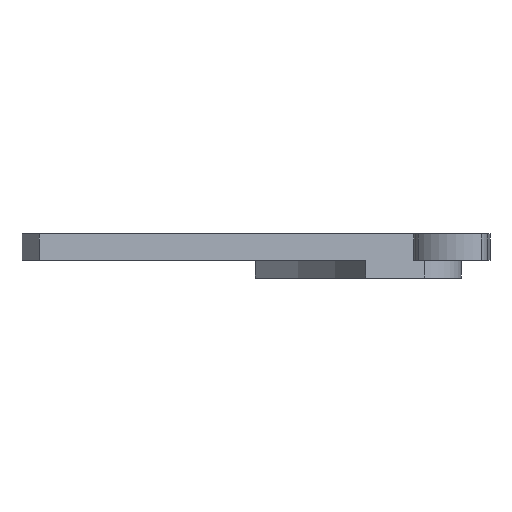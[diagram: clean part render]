
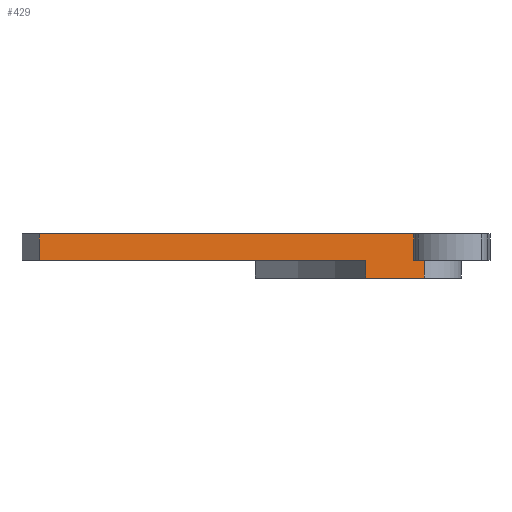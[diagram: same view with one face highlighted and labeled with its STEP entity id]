
A CAD part, front view. The second image highlights one B-rep face of the part: STEP entity #429.
In plain terms, the highlighted planar face has unit normal (0.14, -0.99, 0).
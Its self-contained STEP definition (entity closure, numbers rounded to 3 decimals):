
#9 = CARTESIAN_POINT ( 'NONE',  ( 593.783, -47.433, 6. ) ) ;
#11 = ORIENTED_EDGE ( 'NONE', *, *, #640, .T. ) ;
#71 = ORIENTED_EDGE ( 'NONE', *, *, #559, .F. ) ;
#81 = ORIENTED_EDGE ( 'NONE', *, *, #844, .T. ) ;
#85 = VERTEX_POINT ( 'NONE', #1170 ) ;
#129 = CARTESIAN_POINT ( 'NONE',  ( 593.783, -47.433, 0. ) ) ;
#169 = CARTESIAN_POINT ( 'NONE',  ( 680.956, -35.107, 6. ) ) ;
#179 = CARTESIAN_POINT ( 'NONE',  ( 680.956, -35.107, 6. ) ) ;
#182 = LINE ( 'NONE', #9, #1134 ) ;
#184 = EDGE_CURVE ( 'NONE', #654, #85, #185, .T. ) ;
#185 = LINE ( 'NONE', #169, #485 ) ;
#203 = DIRECTION ( 'NONE',  ( 0.99, 0.14, 0. ) ) ;
#210 = ORIENTED_EDGE ( 'NONE', *, *, #676, .T. ) ;
#227 = CARTESIAN_POINT ( 'NONE',  ( 667.726, -36.978, 0. ) ) ;
#238 = DIRECTION ( 'NONE',  ( -0.99, -0.14, 0. ) ) ;
#319 = ORIENTED_EDGE ( 'NONE', *, *, #184, .F. ) ;
#354 = DIRECTION ( 'NONE',  ( -0.14, 0.99, 0. ) ) ;
#359 = DIRECTION ( 'NONE',  ( 0., 0., 1. ) ) ;
#377 = DIRECTION ( 'NONE',  ( 0., 0., -1. ) ) ;
#415 = CARTESIAN_POINT ( 'NONE',  ( 667.726, -36.978, -4. ) ) ;
#429 = ADVANCED_FACE ( 'NONE', ( #527 ), #675, .F. ) ;
#439 = VECTOR ( 'NONE', #667, 1000. ) ;
#446 = VECTOR ( 'NONE', #857, 1000. ) ;
#452 = LINE ( 'NONE', #792, #1165 ) ;
#473 = VERTEX_POINT ( 'NONE', #1179 ) ;
#485 = VECTOR ( 'NONE', #1180, 1000. ) ;
#527 = FACE_OUTER_BOUND ( 'NONE', #622, .T. ) ;
#559 = EDGE_CURVE ( 'NONE', #861, #859, #452, .T. ) ;
#573 = LINE ( 'NONE', #179, #679 ) ;
#579 = EDGE_CURVE ( 'NONE', #85, #1176, #573, .T. ) ;
#582 = VECTOR ( 'NONE', #203, 1000. ) ;
#622 = EDGE_LOOP ( 'NONE', ( #210, #71, #81, #1084, #319, #937, #11 ) ) ;
#635 = AXIS2_PLACEMENT_3D ( 'NONE', #881, #354, #238 ) ;
#640 = EDGE_CURVE ( 'NONE', #1191, #473, #757, .T. ) ;
#654 = VERTEX_POINT ( 'NONE', #1139 ) ;
#656 = CARTESIAN_POINT ( 'NONE',  ( 667.726, -36.978, -4. ) ) ;
#667 = DIRECTION ( 'NONE',  ( 0.99, 0.14, 0. ) ) ;
#675 = PLANE ( 'NONE',  #635 ) ;
#676 = EDGE_CURVE ( 'NONE', #473, #859, #719, .T. ) ;
#679 = VECTOR ( 'NONE', #377, 1000. ) ;
#719 = LINE ( 'NONE', #129, #582 ) ;
#757 = LINE ( 'NONE', #940, #446 ) ;
#792 = CARTESIAN_POINT ( 'NONE',  ( 667.726, -36.978, -4. ) ) ;
#844 = EDGE_CURVE ( 'NONE', #861, #1176, #903, .T. ) ;
#857 = DIRECTION ( 'NONE',  ( 0., 0., -1. ) ) ;
#859 = VERTEX_POINT ( 'NONE', #227 ) ;
#861 = VERTEX_POINT ( 'NONE', #415 ) ;
#881 = CARTESIAN_POINT ( 'NONE',  ( 593.783, -47.433, 6. ) ) ;
#903 = LINE ( 'NONE', #656, #439 ) ;
#930 = CARTESIAN_POINT ( 'NONE',  ( 680.956, -35.107, -4. ) ) ;
#937 = ORIENTED_EDGE ( 'NONE', *, *, #1062, .F. ) ;
#940 = CARTESIAN_POINT ( 'NONE',  ( 593.783, -47.433, 6. ) ) ;
#1062 = EDGE_CURVE ( 'NONE', #1191, #654, #182, .T. ) ;
#1084 = ORIENTED_EDGE ( 'NONE', *, *, #579, .F. ) ;
#1091 = DIRECTION ( 'NONE',  ( 0.99, 0.14, 0. ) ) ;
#1110 = CARTESIAN_POINT ( 'NONE',  ( 593.783, -47.433, 6. ) ) ;
#1134 = VECTOR ( 'NONE', #1091, 1000. ) ;
#1139 = CARTESIAN_POINT ( 'NONE',  ( 680.956, -35.107, 6. ) ) ;
#1165 = VECTOR ( 'NONE', #359, 1000. ) ;
#1170 = CARTESIAN_POINT ( 'NONE',  ( 680.956, -35.107, 0. ) ) ;
#1176 = VERTEX_POINT ( 'NONE', #930 ) ;
#1179 = CARTESIAN_POINT ( 'NONE',  ( 593.783, -47.433, 0. ) ) ;
#1180 = DIRECTION ( 'NONE',  ( 0., 0., -1. ) ) ;
#1191 = VERTEX_POINT ( 'NONE', #1110 ) ;
